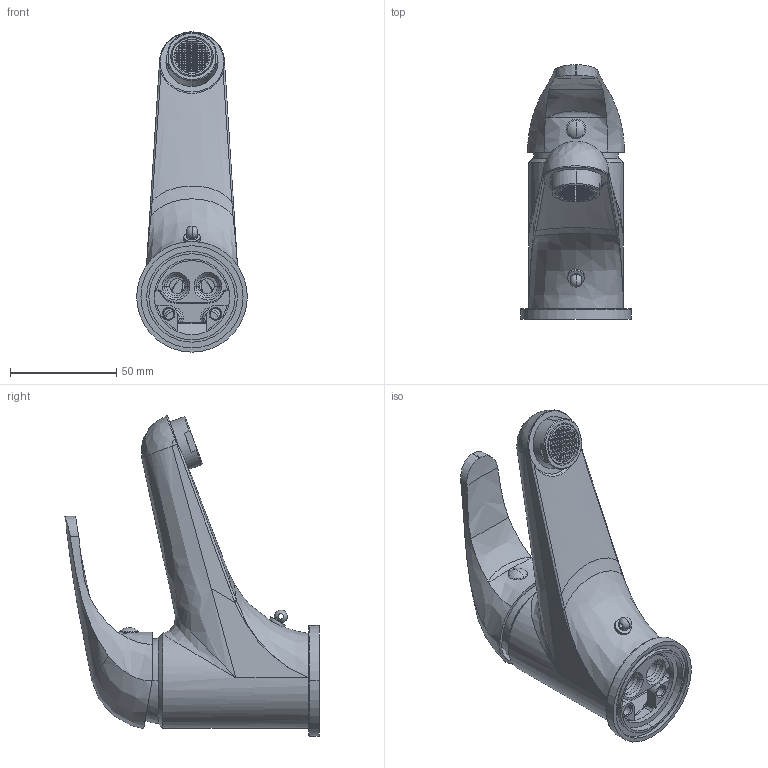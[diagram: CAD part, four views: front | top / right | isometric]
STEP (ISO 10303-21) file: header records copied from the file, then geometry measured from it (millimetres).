
FILE_DESCRIPTION((''),'2;1');
FILE_NAME('APM3071CR','2021-11-03T14:32:48',('ut3'),('PAFFONI SpA'),'CREO PARAMETRIC BY PTC INC, 2020044','CREO PARAMETRIC BY PTC INC, 2020044','');
FILE_SCHEMA(('CONFIG_CONTROL_DESIGN','SHAPE_APPEARANCE_LAYERS_GROUPS'));
Length unit declared in the file: millimetre
Products named in the file (1): APM3071CR
Bounding box: 52 x 119.5 x 150.51 mm (x, y, z)
Volume: 124291.8 mm3; surface area: 86154.1 mm2
Topology: 2 solids, 2 shells, 2784 faces, 7985 edges, 5162 vertices
Faces by surface type: plane 2041, cylinder 364, bspline 153, torus 131, cone 69, sphere 26
Entity records: 118271 total; most frequent: CARTESIAN_POINT 32986, ORIENTED_EDGE 15942, DIRECTION 14652, EDGE_CURVE 7971, VERTEX_POINT 5162, VECTOR 5090, LINE 5090, AXIS2_PLACEMENT_3D 4781
